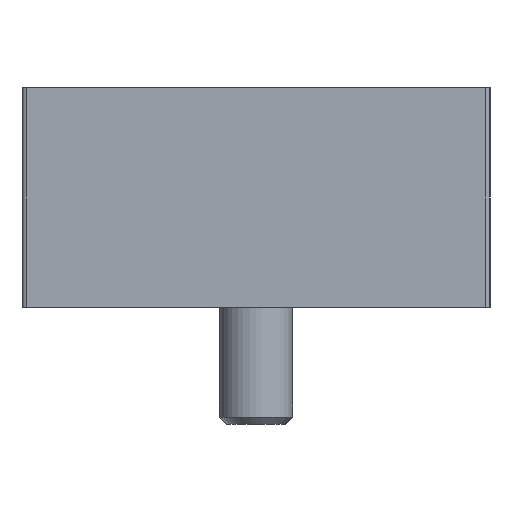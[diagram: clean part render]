
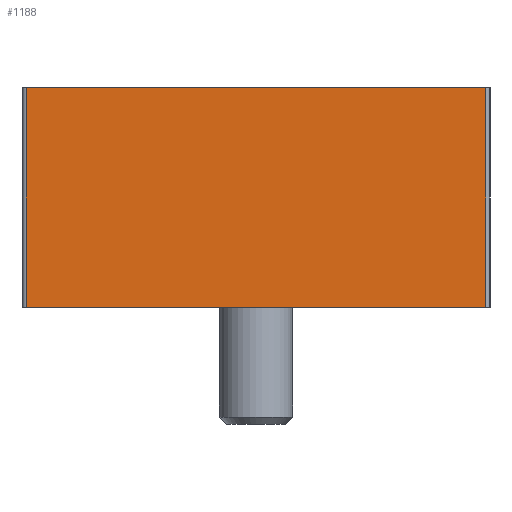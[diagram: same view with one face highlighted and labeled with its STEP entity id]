
A CAD part, left-side view. The second image highlights one B-rep face of the part: STEP entity #1188.
In plain terms, the highlighted face is planar.
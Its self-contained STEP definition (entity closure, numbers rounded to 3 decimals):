
#196=ORIENTED_EDGE('',*,*,#477,.T.);
#197=ORIENTED_EDGE('',*,*,#511,.F.);
#198=ORIENTED_EDGE('',*,*,#512,.F.);
#199=ORIENTED_EDGE('',*,*,#509,.T.);
#477=EDGE_CURVE('',#639,#638,#747,.T.);
#509=EDGE_CURVE('',#667,#639,#761,.T.);
#511=EDGE_CURVE('',#668,#638,#762,.T.);
#512=EDGE_CURVE('',#667,#668,#763,.T.);
#638=VERTEX_POINT('',#1850);
#639=VERTEX_POINT('',#1852);
#667=VERTEX_POINT('',#1916);
#668=VERTEX_POINT('',#1920);
#747=LINE('',#1851,#832);
#761=LINE('',#1915,#846);
#762=LINE('',#1919,#847);
#763=LINE('',#1921,#848);
#832=VECTOR('',#1455,1000.);
#846=VECTOR('',#1513,1000.);
#847=VECTOR('',#1518,1000.);
#848=VECTOR('',#1519,1000.);
#927=EDGE_LOOP('',(#196,#197,#198,#199));
#1040=FACE_BOUND('',#927,.T.);
#1145=PLANE('',#1317);
#1188=ADVANCED_FACE('',(#1040),#1145,.F.);
#1317=AXIS2_PLACEMENT_3D('',#1918,#1516,#1517);
#1455=DIRECTION('',(0.,0.,-1.));
#1513=DIRECTION('',(0.,-1.,0.));
#1516=DIRECTION('',(-1.,0.,0.));
#1517=DIRECTION('',(0.,0.,1.));
#1518=DIRECTION('',(0.,-1.,0.));
#1519=DIRECTION('',(0.,0.,-1.));
#1850=CARTESIAN_POINT('',(27.5,0.,-15.7));
#1851=CARTESIAN_POINT('',(27.5,0.,15.7));
#1852=CARTESIAN_POINT('',(27.5,0.,15.7));
#1915=CARTESIAN_POINT('',(27.5,15.,15.7));
#1916=CARTESIAN_POINT('',(27.5,15.,15.7));
#1918=CARTESIAN_POINT('',(27.5,15.,15.7));
#1919=CARTESIAN_POINT('',(27.5,15.,-15.7));
#1920=CARTESIAN_POINT('',(27.5,15.,-15.7));
#1921=CARTESIAN_POINT('',(27.5,15.,15.7));
